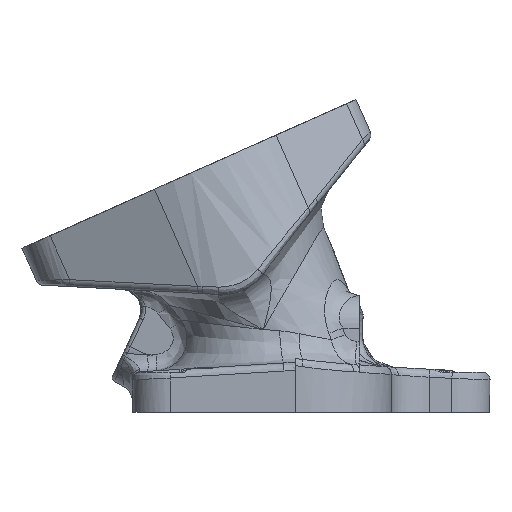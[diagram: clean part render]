
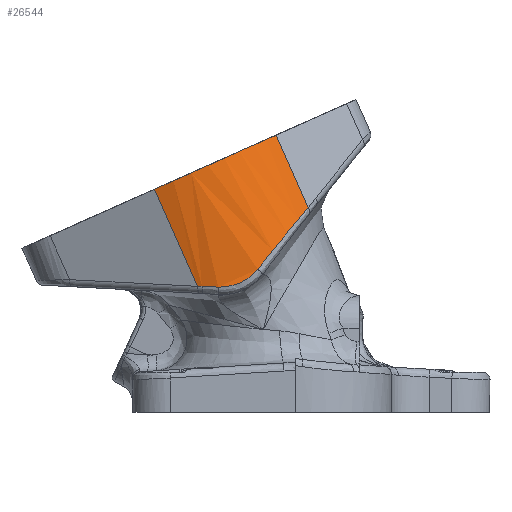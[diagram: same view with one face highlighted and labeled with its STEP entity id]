
A CAD part, left-side view. The second image highlights one B-rep face of the part: STEP entity #26544.
In plain terms, the highlighted free-form (B-spline) face has degree [2, 1] with [3, 2] control points.
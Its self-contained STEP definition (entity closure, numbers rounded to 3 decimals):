
#23327 = VERTEX_POINT('',#23328);
#23328 = CARTESIAN_POINT('',(-200.152,43.141,
    68.409));
#23333 = EDGE_CURVE('',#23327,#23334,#23336,.T.);
#23334 = VERTEX_POINT('',#23335);
#23335 = CARTESIAN_POINT('',(-188.317,5.842,
    85.016));
#23336 = ( BOUNDED_CURVE() B_SPLINE_CURVE(2,(#23337,#23338,#23339),
.UNSPECIFIED.,.F.,.F.) B_SPLINE_CURVE_WITH_KNOTS((3,3),(4.404,
5.585),.PIECEWISE_BEZIER_KNOTS.) CURVE() 
GEOMETRIC_REPRESENTATION_ITEM() RATIONAL_B_SPLINE_CURVE((1.,
0.831,1.)) REPRESENTATION_ITEM('') );
#23337 = CARTESIAN_POINT('',(-200.152,43.141,
    68.409));
#23338 = CARTESIAN_POINT('',(-207.919,20.868,
    78.326));
#23339 = CARTESIAN_POINT('',(-188.317,5.842,
    85.016));
#26518 = VERTEX_POINT('',#26519);
#26519 = CARTESIAN_POINT('',(-188.317,-3.997,
    62.918));
#26535 = EDGE_CURVE('',#26518,#23334,#26536,.T.);
#26536 = B_SPLINE_CURVE_WITH_KNOTS('',1,(#26537,#26538),.UNSPECIFIED.,
  .F.,.F.,(2,2),(20.356,40.),.PIECEWISE_BEZIER_KNOTS.);
#26537 = CARTESIAN_POINT('',(-188.317,-3.997,
    62.918));
#26538 = CARTESIAN_POINT('',(-188.317,5.842,
    85.016));
#26544 = ADVANCED_FACE('',(#26545),#26610,.T.);
#26545 = FACE_BOUND('',#26546,.T.);
#26546 = EDGE_LOOP('',(#26547,#26554,#26563,#26572,#26591,#26608,#26609)
  );
#26547 = ORIENTED_EDGE('',*,*,#26548,.F.);
#26548 = EDGE_CURVE('',#26549,#23327,#26551,.T.);
#26549 = VERTEX_POINT('',#26550);
#26550 = CARTESIAN_POINT('',(-200.152,29.892,
    38.65));
#26551 = B_SPLINE_CURVE_WITH_KNOTS('',1,(#26552,#26553),.UNSPECIFIED.,
  .F.,.F.,(2,2),(13.546,40.),.PIECEWISE_BEZIER_KNOTS.);
#26552 = CARTESIAN_POINT('',(-200.152,29.892,
    38.65));
#26553 = CARTESIAN_POINT('',(-200.152,43.141,
    68.409));
#26554 = ORIENTED_EDGE('',*,*,#26555,.T.);
#26555 = EDGE_CURVE('',#26549,#26556,#26558,.T.);
#26556 = VERTEX_POINT('',#26557);
#26557 = CARTESIAN_POINT('',(-200.516,28.55,
    38.615));
#26558 = ( BOUNDED_CURVE() B_SPLINE_CURVE(3,(#26559,#26560,#26561,#26562
),.UNSPECIFIED.,.F.,.F.) B_SPLINE_CURVE_WITH_KNOTS((4,4),(1.262
,1.296),.PIECEWISE_BEZIER_KNOTS.) CURVE() 
GEOMETRIC_REPRESENTATION_ITEM() RATIONAL_B_SPLINE_CURVE((1.,
1.,1.,1.)) REPRESENTATION_ITEM('') );
#26559 = CARTESIAN_POINT('',(-200.152,29.892,
    38.65));
#26560 = CARTESIAN_POINT('',(-200.28,29.447,
    38.639));
#26561 = CARTESIAN_POINT('',(-200.401,28.999,
    38.627));
#26562 = CARTESIAN_POINT('',(-200.516,28.55,
    38.615));
#26563 = ORIENTED_EDGE('',*,*,#26564,.T.);
#26564 = EDGE_CURVE('',#26556,#26565,#26567,.T.);
#26565 = VERTEX_POINT('',#26566);
#26566 = CARTESIAN_POINT('',(-201.491,23.591,
    38.428));
#26567 = B_SPLINE_CURVE_WITH_KNOTS('',3,(#26568,#26569,#26570,#26571),
  .UNSPECIFIED.,.F.,.F.,(4,4),(0.,0.004),
  .PIECEWISE_BEZIER_KNOTS.);
#26568 = CARTESIAN_POINT('',(-200.516,28.55,
    38.615));
#26569 = CARTESIAN_POINT('',(-200.933,26.914,
    38.573));
#26570 = CARTESIAN_POINT('',(-201.257,25.261,
    38.511));
#26571 = CARTESIAN_POINT('',(-201.491,23.591,
    38.428));
#26572 = ORIENTED_EDGE('',*,*,#26573,.T.);
#26573 = EDGE_CURVE('',#26565,#26574,#26576,.T.);
#26574 = VERTEX_POINT('',#26575);
#26575 = CARTESIAN_POINT('',(-201.234,11.472,
    43.897));
#26576 = B_SPLINE_CURVE_WITH_KNOTS('',3,(#26577,#26578,#26579,#26580,
    #26581,#26582,#26583,#26584,#26585,#26586,#26587,#26588,#26589,
    #26590),.UNSPECIFIED.,.F.,.F.,(4,2,2,2,2,2,4),(0.,0.003
    ,0.004,0.006,0.007,
    0.009,0.011),.UNSPECIFIED.);
#26577 = CARTESIAN_POINT('',(-201.491,23.591,
    38.428));
#26578 = CARTESIAN_POINT('',(-201.652,22.439,
    38.371));
#26579 = CARTESIAN_POINT('',(-201.779,21.297,
    38.461));
#26580 = CARTESIAN_POINT('',(-201.897,19.607,
    38.797));
#26581 = CARTESIAN_POINT('',(-201.925,19.043,
    38.945));
#26582 = CARTESIAN_POINT('',(-201.955,17.942,
    39.302));
#26583 = CARTESIAN_POINT('',(-201.957,17.406,
    39.511));
#26584 = CARTESIAN_POINT('',(-201.934,16.361,
    39.987));
#26585 = CARTESIAN_POINT('',(-201.91,15.852,
    40.254));
#26586 = CARTESIAN_POINT('',(-201.836,14.862,
    40.847));
#26587 = CARTESIAN_POINT('',(-201.786,14.38,
    41.174));
#26588 = CARTESIAN_POINT('',(-201.602,13.014,
    42.218));
#26589 = CARTESIAN_POINT('',(-201.435,12.194,
    43.006));
#26590 = CARTESIAN_POINT('',(-201.234,11.472,
    43.897));
#26591 = ORIENTED_EDGE('',*,*,#26592,.T.);
#26592 = EDGE_CURVE('',#26574,#26518,#26593,.T.);
#26593 = B_SPLINE_CURVE_WITH_KNOTS('',3,(#26594,#26595,#26596,#26597,
    #26598,#26599,#26600,#26601,#26602,#26603,#26604,#26605,#26606,
    #26607),.UNSPECIFIED.,.F.,.F.,(4,2,2,2,2,2,4),(0.,0.006
    ,0.011,0.013,0.014,
    0.017,0.023),.UNSPECIFIED.);
#26594 = CARTESIAN_POINT('',(-201.234,11.472,
    43.897));
#26595 = CARTESIAN_POINT('',(-200.824,10.003,
    45.709));
#26596 = CARTESIAN_POINT('',(-200.248,8.579,
    47.484));
#26597 = CARTESIAN_POINT('',(-198.763,5.801,
    50.943));
#26598 = CARTESIAN_POINT('',(-197.854,4.447,
    52.628));
#26599 = CARTESIAN_POINT('',(-196.492,2.796,
    54.669));
#26600 = CARTESIAN_POINT('',(-196.208,2.468,
    55.073));
#26601 = CARTESIAN_POINT('',(-195.623,1.821,
    55.869));
#26602 = CARTESIAN_POINT('',(-195.32,1.503,
    56.26));
#26603 = CARTESIAN_POINT('',(-194.383,0.559,
    57.417));
#26604 = CARTESIAN_POINT('',(-193.72,-0.053,
    58.164));
#26605 = CARTESIAN_POINT('',(-191.613,-1.837,
    60.33));
#26606 = CARTESIAN_POINT('',(-190.051,-2.957,
    61.677));
#26607 = CARTESIAN_POINT('',(-188.317,-3.997,
    62.918));
#26608 = ORIENTED_EDGE('',*,*,#26535,.T.);
#26609 = ORIENTED_EDGE('',*,*,#23333,.F.);
#26610 = ( BOUNDED_SURFACE() B_SPLINE_SURFACE(2,1,(
    (#26611,#26612)
    ,(#26613,#26614)
    ,(#26615,#26616
)),.UNSPECIFIED.,.F.,.F.,.F.) B_SPLINE_SURFACE_WITH_KNOTS((3,3),(2,2),(
    4.404,5.585),(10.064,40.),
.PIECEWISE_BEZIER_KNOTS.) GEOMETRIC_REPRESENTATION_ITEM() 
RATIONAL_B_SPLINE_SURFACE((
    (1.,1.)
    ,(0.831,0.831)
,(1.,1.))) REPRESENTATION_ITEM('') SURFACE() );
#26611 = CARTESIAN_POINT('',(-200.152,28.148,
    34.733));
#26612 = CARTESIAN_POINT('',(-200.152,43.141,
    68.409));
#26613 = CARTESIAN_POINT('',(-207.919,5.874,
    44.649));
#26614 = CARTESIAN_POINT('',(-207.919,20.868,
    78.326));
#26615 = CARTESIAN_POINT('',(-188.317,-9.152,
    51.34));
#26616 = CARTESIAN_POINT('',(-188.317,5.842,
    85.016));
